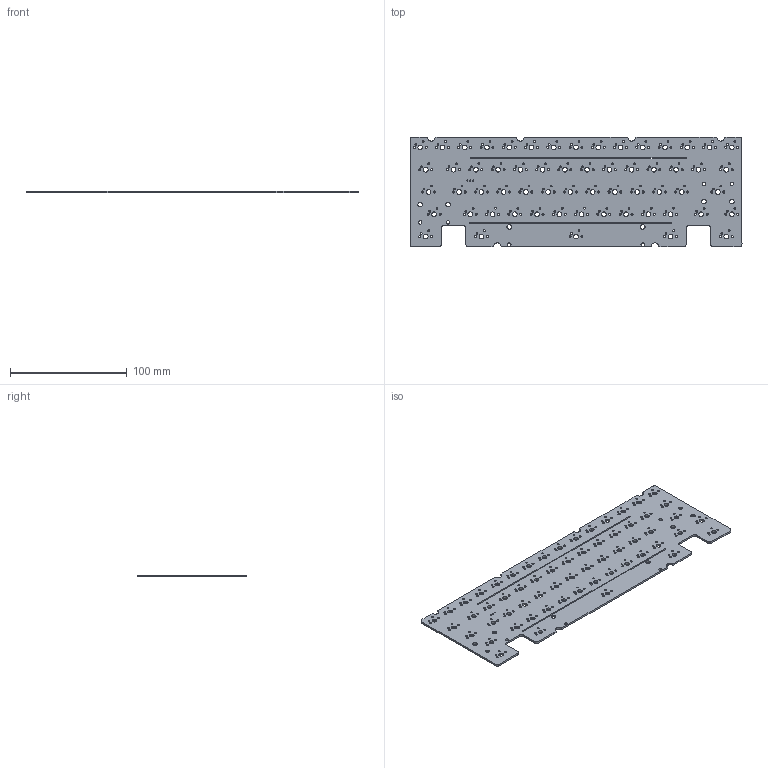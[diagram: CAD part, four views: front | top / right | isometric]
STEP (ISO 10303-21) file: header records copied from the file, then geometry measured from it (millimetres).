
FILE_DESCRIPTION(('KiCad electronic assembly'),'2;1');
FILE_NAME('wkl60.step','2022-02-13T04:40:48',('Pcbnew'),('Kicad'), 'Open CASCADE STEP processor 7.5','KiCad to STEP converter','Unknown' );
FILE_SCHEMA(('AUTOMOTIVE_DESIGN { 1 0 10303 214 1 1 1 1 }'));
Length unit declared in the file: millimetre
Products named in the file (2): wkl60 1; wkl60 PCB
Assembly tree (1 placements, depth 2):
  wkl60 1
    wkl60 PCB
Bounding box: 284.16 x 93.66 x 1.6 mm (x, y, z)
Volume: 38460.5 mm3; surface area: 53936.7 mm2
Topology: 1 solids, 1 shells, 377 faces, 1125 edges, 750 vertices
Faces by surface type: cylinder 337, plane 40
Full cylindrical faces by diameter (mm): 1 x3, 1.47 x120, 1.75 x120, 3.048 x6, 3.988 x66
Entity records: 31035 total; most frequent: CARTESIAN_POINT 8548, DIRECTION 4133, ORIENTED_EDGE 2250, PCURVE 2250, DEFINITIONAL_REPRESENTATION 2250, LINE 2027, VECTOR 2027, EDGE_CURVE 1125
